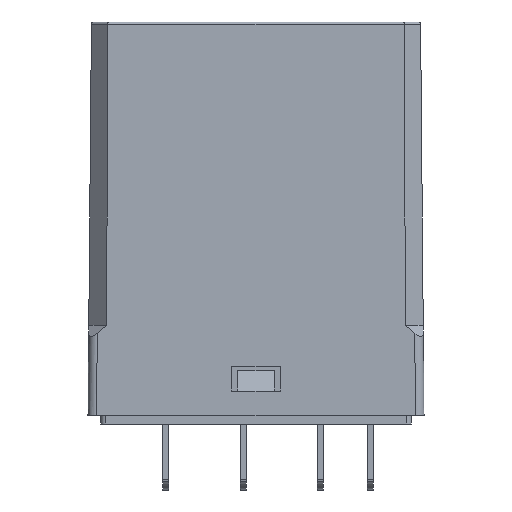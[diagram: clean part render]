
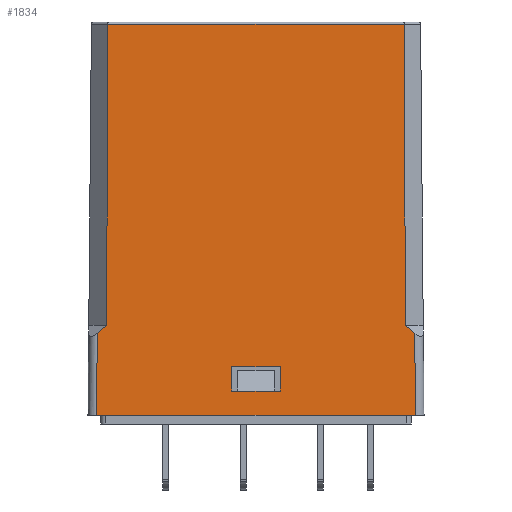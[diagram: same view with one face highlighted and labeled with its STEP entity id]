
A CAD part, front view. The second image highlights one B-rep face of the part: STEP entity #1834.
In plain terms, the highlighted planar face has unit normal (0, -1, 0.009).
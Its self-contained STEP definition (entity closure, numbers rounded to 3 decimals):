
#69 = CARTESIAN_POINT ( 'NONE',  ( -2., -6.983, -14.1 ) ) ;
#95 = CARTESIAN_POINT ( 'NONE',  ( 13.05, -7., -16.1 ) ) ;
#183 = CARTESIAN_POINT ( 'NONE',  ( -12.134, -6.721, 15.902 ) ) ;
#189 = CARTESIAN_POINT ( 'NONE',  ( 12.991, -6.941, -9.375 ) ) ;
#233 = CARTESIAN_POINT ( 'NONE',  ( 12.134, -6.721, 15.902 ) ) ;
#477 = EDGE_CURVE ( 'NONE', #4604, #5522, #5871, .T. ) ;
#478 = EDGE_CURVE ( 'NONE', #4604, #5478, #5864, .T. ) ;
#479 = EDGE_CURVE ( 'NONE', #5478, #5528, #5870, .T. ) ;
#480 = EDGE_CURVE ( 'NONE', #5670, #5522, #5952, .T. ) ;
#481 = EDGE_CURVE ( 'NONE', #4299, #4370, #5877, .T. ) ;
#482 = EDGE_CURVE ( 'NONE', #4299, #4134, #5874, .T. ) ;
#484 = EDGE_CURVE ( 'NONE', #4370, #5528, #5951, .T. ) ;
#485 = EDGE_CURVE ( 'NONE', #4090, #5989, #5950, .T. ) ;
#486 = EDGE_CURVE ( 'NONE', #4608, #4090, #5949, .T. ) ;
#488 = EDGE_CURVE ( 'NONE', #4403, #4608, #5883, .T. ) ;
#710 = EDGE_CURVE ( 'NONE', #4134, #5670, #7282, .T. ) ;
#727 = EDGE_CURVE ( 'NONE', #5989, #4403, #7308, .T. ) ;
#1007 = PLANE ( 'NONE',  #3288 ) ;
#1031 = DIRECTION ( 'NONE',  ( 0., -1., 0.009 ) ) ;
#1282 = CARTESIAN_POINT ( 'NONE',  ( 0., -7., -16.1 ) ) ;
#1365 = DIRECTION ( 'NONE',  ( 0., -0.009, -1. ) ) ;
#1834 = ADVANCED_FACE ( 'NONE', ( #4794, #4798 ), #1007, .T. ) ;
#3288 = AXIS2_PLACEMENT_3D ( 'NONE', #1282, #1031, #1365 ) ;
#4017 = ORIENTED_EDGE ( 'NONE', *, *, #478, .T. ) ;
#4024 = ORIENTED_EDGE ( 'NONE', *, *, #477, .F. ) ;
#4032 = ORIENTED_EDGE ( 'NONE', *, *, #481, .F. ) ;
#4039 = ORIENTED_EDGE ( 'NONE', *, *, #488, .F. ) ;
#4058 = ORIENTED_EDGE ( 'NONE', *, *, #484, .F. ) ;
#4081 = ORIENTED_EDGE ( 'NONE', *, *, #479, .T. ) ;
#4090 = VERTEX_POINT ( 'NONE', #6440 ) ;
#4134 = VERTEX_POINT ( 'NONE', #6429 ) ;
#4164 = ORIENTED_EDGE ( 'NONE', *, *, #480, .T. ) ;
#4231 = ORIENTED_EDGE ( 'NONE', *, *, #486, .F. ) ;
#4260 = ORIENTED_EDGE ( 'NONE', *, *, #727, .F. ) ;
#4299 = VERTEX_POINT ( 'NONE', #6413 ) ;
#4370 = VERTEX_POINT ( 'NONE', #6404 ) ;
#4376 = ORIENTED_EDGE ( 'NONE', *, *, #710, .T. ) ;
#4403 = VERTEX_POINT ( 'NONE', #6395 ) ;
#4604 = VERTEX_POINT ( 'NONE', #6364 ) ;
#4608 = VERTEX_POINT ( 'NONE', #6353 ) ;
#4770 = ORIENTED_EDGE ( 'NONE', *, *, #485, .F. ) ;
#4782 = ORIENTED_EDGE ( 'NONE', *, *, #482, .T. ) ;
#4794 = FACE_OUTER_BOUND ( 'NONE', #6004, .T. ) ;
#4798 = FACE_BOUND ( 'NONE', #5673, .T. ) ;
#5478 = VERTEX_POINT ( 'NONE', #233 ) ;
#5522 = VERTEX_POINT ( 'NONE', #189 ) ;
#5528 = VERTEX_POINT ( 'NONE', #183 ) ;
#5670 = VERTEX_POINT ( 'NONE', #95 ) ;
#5673 = EDGE_LOOP ( 'NONE', ( #4039, #4260, #4770, #4231 ) ) ;
#5864 = LINE ( 'NONE', #7168, #5873 ) ;
#5870 = LINE ( 'NONE', #6940, #5875 ) ;
#5871 = LINE ( 'NONE', #6936, #5872 ) ;
#5872 = VECTOR ( 'NONE', #6953, 1000. ) ;
#5873 = VECTOR ( 'NONE', #7038, 1000. ) ;
#5874 = LINE ( 'NONE', #7028, #5879 ) ;
#5875 = VECTOR ( 'NONE', #6914, 1000. ) ;
#5876 = VECTOR ( 'NONE', #7037, 1000. ) ;
#5877 = LINE ( 'NONE', #6831, #5878 ) ;
#5878 = VECTOR ( 'NONE', #6825, 1000. ) ;
#5879 = VECTOR ( 'NONE', #6995, 1000. ) ;
#5882 = VECTOR ( 'NONE', #6810, 1000. ) ;
#5883 = LINE ( 'NONE', #6900, #5888 ) ;
#5884 = VECTOR ( 'NONE', #7089, 1000. ) ;
#5885 = VECTOR ( 'NONE', #7149, 1000. ) ;
#5888 = VECTOR ( 'NONE', #6988, 1000. ) ;
#5949 = LINE ( 'NONE', #6906, #5885 ) ;
#5950 = LINE ( 'NONE', #6814, #5884 ) ;
#5951 = LINE ( 'NONE', #7101, #5882 ) ;
#5952 = LINE ( 'NONE', #6895, #5876 ) ;
#5989 = VERTEX_POINT ( 'NONE', #69 ) ;
#6004 = EDGE_LOOP ( 'NONE', ( #4376, #4164, #4024, #4017, #4081, #4058, #4032, #4782 ) ) ;
#6353 = CARTESIAN_POINT ( 'NONE',  ( 2., -6.965, -12.1 ) ) ;
#6364 = CARTESIAN_POINT ( 'NONE',  ( 12.223, -6.936, -8.723 ) ) ;
#6395 = CARTESIAN_POINT ( 'NONE',  ( 2., -6.983, -14.1 ) ) ;
#6404 = CARTESIAN_POINT ( 'NONE',  ( -12.223, -6.936, -8.723 ) ) ;
#6413 = CARTESIAN_POINT ( 'NONE',  ( -12.991, -6.941, -9.375 ) ) ;
#6429 = CARTESIAN_POINT ( 'NONE',  ( -13.05, -7., -16.1 ) ) ;
#6440 = CARTESIAN_POINT ( 'NONE',  ( -2., -6.965, -12.1 ) ) ;
#6810 = DIRECTION ( 'NONE',  ( 0.004, 0.009, 1. ) ) ;
#6814 = CARTESIAN_POINT ( 'NONE',  ( -2., -7., -16.1 ) ) ;
#6825 = DIRECTION ( 'NONE',  ( 0.762, 0.006, 0.647 ) ) ;
#6831 = CARTESIAN_POINT ( 'NONE',  ( -8.759, -6.91, -5.783 ) ) ;
#6895 = CARTESIAN_POINT ( 'NONE',  ( 13.049, -6.999, -15.986 ) ) ;
#6900 = CARTESIAN_POINT ( 'NONE',  ( 2., -7., -16.1 ) ) ;
#6906 = CARTESIAN_POINT ( 'NONE',  ( 0., -6.965, -12.1 ) ) ;
#6914 = DIRECTION ( 'NONE',  ( -1., 0., 0. ) ) ;
#6936 = CARTESIAN_POINT ( 'NONE',  ( 12.277, -6.936, -8.769 ) ) ;
#6940 = CARTESIAN_POINT ( 'NONE',  ( 0., -6.721, 15.902 ) ) ;
#6953 = DIRECTION ( 'NONE',  ( 0.762, -0.006, -0.647 ) ) ;
#6988 = DIRECTION ( 'NONE',  ( 0., 0.009, 1. ) ) ;
#6995 = DIRECTION ( 'NONE',  ( -0.009, -0.009, -1. ) ) ;
#7028 = CARTESIAN_POINT ( 'NONE',  ( -13.049, -6.999, -15.986 ) ) ;
#7037 = DIRECTION ( 'NONE',  ( -0.009, 0.009, 1. ) ) ;
#7038 = DIRECTION ( 'NONE',  ( -0.004, 0.009, 1. ) ) ;
#7089 = DIRECTION ( 'NONE',  ( 0., -0.009, -1. ) ) ;
#7101 = CARTESIAN_POINT ( 'NONE',  ( -12.25, -7., -16.113 ) ) ;
#7149 = DIRECTION ( 'NONE',  ( -1., 0., 0. ) ) ;
#7168 = CARTESIAN_POINT ( 'NONE',  ( 12.25, -7., -16.056 ) ) ;
#7282 = LINE ( 'NONE', #7940, #7285 ) ;
#7285 = VECTOR ( 'NONE', #7941, 1000. ) ;
#7308 = LINE ( 'NONE', #7982, #7343 ) ;
#7343 = VECTOR ( 'NONE', #7983, 1000. ) ;
#7940 = CARTESIAN_POINT ( 'NONE',  ( 0., -7., -16.1 ) ) ;
#7941 = DIRECTION ( 'NONE',  ( 1., 0., 0. ) ) ;
#7982 = CARTESIAN_POINT ( 'NONE',  ( 0., -6.983, -14.1 ) ) ;
#7983 = DIRECTION ( 'NONE',  ( 1., 0., 0. ) ) ;
